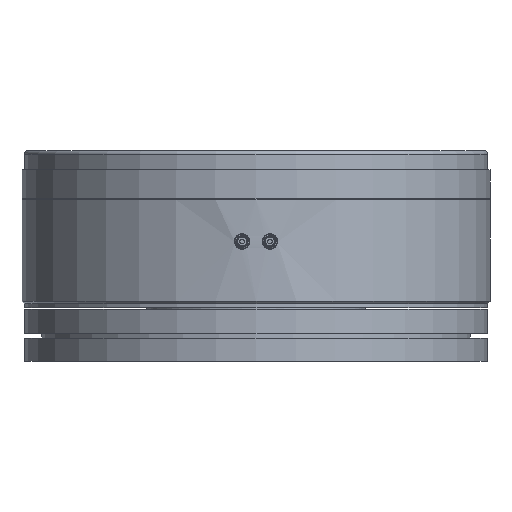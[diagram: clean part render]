
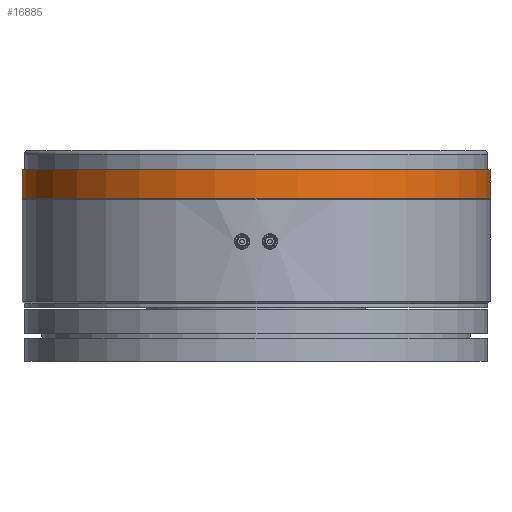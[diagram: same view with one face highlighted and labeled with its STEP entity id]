
A CAD part, front view. The second image highlights one B-rep face of the part: STEP entity #16885.
In plain terms, the highlighted cylindrical face has radius 50.5 mm (diameter 101 mm), a partial arc.
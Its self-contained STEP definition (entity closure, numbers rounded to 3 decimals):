
#831 = EDGE_CURVE ( 'NONE', #1106, #4966, #23902, .T. ) ;
#950 = CARTESIAN_POINT ( 'NONE',  ( -50.5, 0., -9.178 ) ) ;
#1045 = ORIENTED_EDGE ( 'NONE', *, *, #831, .T. ) ;
#1106 = VERTEX_POINT ( 'NONE', #25542 ) ;
#1467 = CIRCLE ( 'NONE', #16998, 50.5 ) ;
#1784 = CYLINDRICAL_SURFACE ( 'NONE', #21860, 50.5 ) ;
#3098 = EDGE_LOOP ( 'NONE', ( #8376, #15070, #1045, #17547 ) ) ;
#3200 = CARTESIAN_POINT ( 'NONE',  ( -50.5, 0., -10.3 ) ) ;
#4966 = VERTEX_POINT ( 'NONE', #3200 ) ;
#5097 = EDGE_CURVE ( 'NONE', #8620, #4966, #27417, .T. ) ;
#5935 = CARTESIAN_POINT ( 'NONE',  ( 50.5, 0., -10.3 ) ) ;
#5966 = DIRECTION ( 'NONE',  ( 0., 0., -1. ) ) ;
#6790 = DIRECTION ( 'NONE',  ( 0., 0., -1. ) ) ;
#7599 = LINE ( 'NONE', #16241, #22555 ) ;
#8376 = ORIENTED_EDGE ( 'NONE', *, *, #25257, .F. ) ;
#8620 = VERTEX_POINT ( 'NONE', #5935 ) ;
#12776 = AXIS2_PLACEMENT_3D ( 'NONE', #19839, #13557, #17594 ) ;
#13535 = DIRECTION ( 'NONE',  ( -1., 0., 0. ) ) ;
#13557 = DIRECTION ( 'NONE',  ( 0., 0., -1. ) ) ;
#14447 = DIRECTION ( 'NONE',  ( -1., 0., 0. ) ) ;
#15070 = ORIENTED_EDGE ( 'NONE', *, *, #19175, .T. ) ;
#16241 = CARTESIAN_POINT ( 'NONE',  ( 50.5, 0., -9.178 ) ) ;
#16885 = ADVANCED_FACE ( 'NONE', ( #23336 ), #1784, .T. ) ;
#16998 = AXIS2_PLACEMENT_3D ( 'NONE', #18631, #5966, #14447 ) ;
#17288 = CARTESIAN_POINT ( 'NONE',  ( 50.5, 0., -4.1 ) ) ;
#17547 = ORIENTED_EDGE ( 'NONE', *, *, #5097, .F. ) ;
#17594 = DIRECTION ( 'NONE',  ( -1., 0., 0. ) ) ;
#18631 = CARTESIAN_POINT ( 'NONE',  ( 0., 0., -4.1 ) ) ;
#19175 = EDGE_CURVE ( 'NONE', #26625, #1106, #1467, .T. ) ;
#19416 = DIRECTION ( 'NONE',  ( 0., 0., -1. ) ) ;
#19839 = CARTESIAN_POINT ( 'NONE',  ( 0., 0., -10.3 ) ) ;
#21860 = AXIS2_PLACEMENT_3D ( 'NONE', #24113, #19416, #13535 ) ;
#22373 = VECTOR ( 'NONE', #6790, 1000. ) ;
#22555 = VECTOR ( 'NONE', #24723, 1000. ) ;
#23336 = FACE_OUTER_BOUND ( 'NONE', #3098, .T. ) ;
#23902 = LINE ( 'NONE', #950, #22373 ) ;
#24113 = CARTESIAN_POINT ( 'NONE',  ( 0., 0., -9.178 ) ) ;
#24723 = DIRECTION ( 'NONE',  ( 0., 0., -1. ) ) ;
#25257 = EDGE_CURVE ( 'NONE', #26625, #8620, #7599, .T. ) ;
#25542 = CARTESIAN_POINT ( 'NONE',  ( -50.5, 0., -4.1 ) ) ;
#26625 = VERTEX_POINT ( 'NONE', #17288 ) ;
#27417 = CIRCLE ( 'NONE', #12776, 50.5 ) ;
